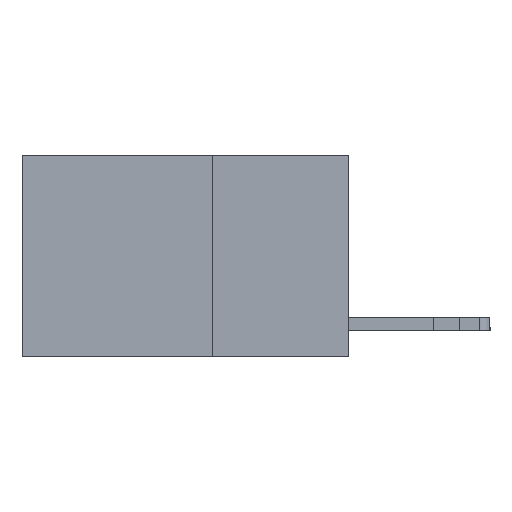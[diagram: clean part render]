
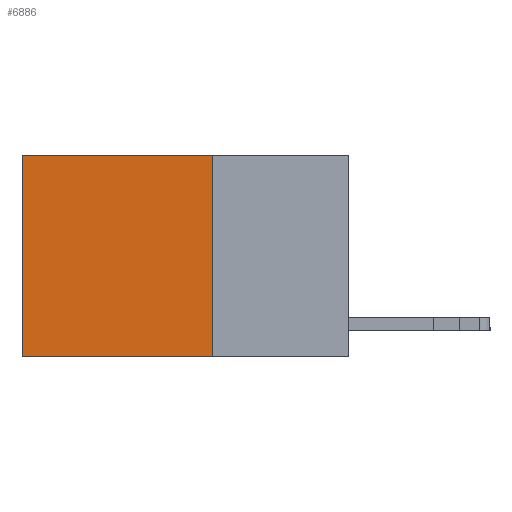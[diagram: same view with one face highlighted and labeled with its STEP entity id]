
A CAD part, left-side view. The second image highlights one B-rep face of the part: STEP entity #6886.
In plain terms, the highlighted planar face has unit normal (-1, 0, 0).
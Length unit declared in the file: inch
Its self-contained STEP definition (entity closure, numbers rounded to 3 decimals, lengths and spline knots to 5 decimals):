
#1016 = CARTESIAN_POINT ( 'NONE',  ( 0.2625, 0.25, -0.37 ) ) ;
#2021 = LINE ( 'NONE', #17838, #6454 ) ;
#3282 = AXIS2_PLACEMENT_3D ( 'NONE', #24983, #7359, #23533 ) ;
#3479 = CARTESIAN_POINT ( 'NONE',  ( 0.2625, 0.25, 0. ) ) ;
#5099 = DIRECTION ( 'NONE',  ( 0., 1., 0. ) ) ;
#5860 = VECTOR ( 'NONE', #11736, 39.37008 ) ;
#5987 = DIRECTION ( 'NONE',  ( 0., 0., -1. ) ) ;
#6454 = VECTOR ( 'NONE', #5987, 39.37008 ) ;
#6689 = EDGE_CURVE ( 'NONE', #9594, #11750, #23465, .T. ) ;
#6886 = ADVANCED_FACE ( 'NONE', ( #17930 ), #23982, .F. ) ;
#7359 = DIRECTION ( 'NONE',  ( 1., 0., 0. ) ) ;
#7439 = VECTOR ( 'NONE', #5099, 39.37008 ) ;
#8428 = ORIENTED_EDGE ( 'NONE', *, *, #8939, .F. ) ;
#8939 = EDGE_CURVE ( 'NONE', #11750, #16170, #22873, .T. ) ;
#9367 = LINE ( 'NONE', #20815, #15186 ) ;
#9594 = VERTEX_POINT ( 'NONE', #3479 ) ;
#11303 = ORIENTED_EDGE ( 'NONE', *, *, #6689, .F. ) ;
#11736 = DIRECTION ( 'NONE',  ( 0., 0., -1. ) ) ;
#11750 = VERTEX_POINT ( 'NONE', #19851 ) ;
#11954 = CARTESIAN_POINT ( 'NONE',  ( 0.2625, 0.6, -0.37 ) ) ;
#14190 = EDGE_CURVE ( 'NONE', #9594, #18086, #9367, .T. ) ;
#15186 = VECTOR ( 'NONE', #25023, 39.37008 ) ;
#15343 = ORIENTED_EDGE ( 'NONE', *, *, #14190, .T. ) ;
#16170 = VERTEX_POINT ( 'NONE', #11954 ) ;
#17138 = CARTESIAN_POINT ( 'NONE',  ( 0.2625, 0.6, 0. ) ) ;
#17782 = EDGE_CURVE ( 'NONE', #18086, #16170, #2021, .T. ) ;
#17838 = CARTESIAN_POINT ( 'NONE',  ( 0.2625, 0.6, 0. ) ) ;
#17930 = FACE_OUTER_BOUND ( 'NONE', #22468, .T. ) ;
#18086 = VERTEX_POINT ( 'NONE', #17138 ) ;
#19851 = CARTESIAN_POINT ( 'NONE',  ( 0.2625, 0.25, -0.37 ) ) ;
#20815 = CARTESIAN_POINT ( 'NONE',  ( 0.2625, 0.25, 0. ) ) ;
#22468 = EDGE_LOOP ( 'NONE', ( #25154, #8428, #11303, #15343 ) ) ;
#22873 = LINE ( 'NONE', #1016, #7439 ) ;
#23465 = LINE ( 'NONE', #23591, #5860 ) ;
#23533 = DIRECTION ( 'NONE',  ( 0., 0., -1. ) ) ;
#23591 = CARTESIAN_POINT ( 'NONE',  ( 0.2625, 0.25, 0. ) ) ;
#23982 = PLANE ( 'NONE',  #3282 ) ;
#24983 = CARTESIAN_POINT ( 'NONE',  ( 0.2625, 0.25, 0. ) ) ;
#25023 = DIRECTION ( 'NONE',  ( 0., 1., 0. ) ) ;
#25154 = ORIENTED_EDGE ( 'NONE', *, *, #17782, .T. ) ;
